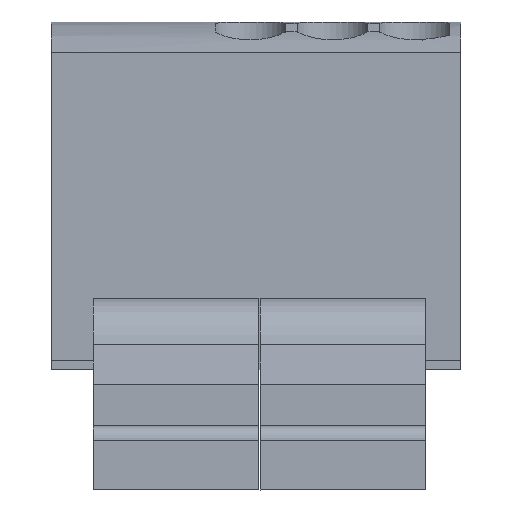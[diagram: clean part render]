
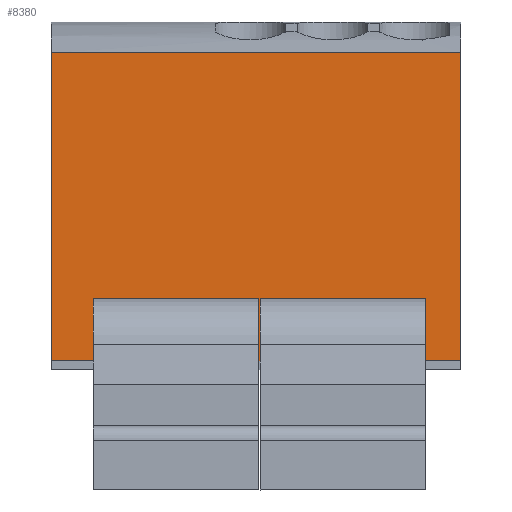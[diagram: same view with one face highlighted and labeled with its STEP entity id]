
A CAD part, front view. The second image highlights one B-rep face of the part: STEP entity #8380.
In plain terms, the highlighted face is planar.
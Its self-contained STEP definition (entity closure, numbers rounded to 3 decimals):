
#7160=CARTESIAN_POINT('',(-12.804,21.675,
-27.395));
#7170=DIRECTION('',(-1.,0.,0.));
#7180=DIRECTION('',(0.,0.,-1.));
#7190=AXIS2_PLACEMENT_3D('',#7160,#7170,#7180);
#7200=PLANE('',#7190);
#7210=CARTESIAN_POINT('',(-12.804,-6.6,
-71.295));
#7220=DIRECTION('',(0.,-1.,0.));
#7230=VECTOR('',#7220,1.);
#7240=LINE('',#7210,#7230);
#7250=CARTESIAN_POINT('',(-12.804,37.3,
-71.295));
#7260=VERTEX_POINT('',#7250);
#7270=CARTESIAN_POINT('',(-12.804,18.074,
-71.295));
#7280=VERTEX_POINT('',#7270);
#7290=EDGE_CURVE('',#7260,#7280,#7240,.T.);
#7300=ORIENTED_EDGE('',*,*,#7290,.T.);
#7310=CARTESIAN_POINT('',(-12.804,37.3,
1.));
#7320=DIRECTION('',(0.,0.,-1.));
#7330=VECTOR('',#7320,1.);
#7340=LINE('',#7310,#7330);
#7350=CARTESIAN_POINT('',(-12.804,37.3,
-69.07));
#7360=VERTEX_POINT('',#7350);
#7370=EDGE_CURVE('',#7360,#7260,#7340,.T.);
#7380=ORIENTED_EDGE('',*,*,#7370,.T.);
#7390=CARTESIAN_POINT('',(-12.804,-6.6,
-69.07));
#7400=DIRECTION('',(0.,-1.,0.));
#7410=VECTOR('',#7400,1.);
#7420=LINE('',#7390,#7410);
#7430=CARTESIAN_POINT('',(-12.804,33.4,
-69.07));
#7440=VERTEX_POINT('',#7430);
#7450=EDGE_CURVE('',#7360,#7440,#7420,.T.);
#7460=ORIENTED_EDGE('',*,*,#7450,.F.);
#7470=CARTESIAN_POINT('',(-12.804,33.4,
1.));
#7480=DIRECTION('',(0.,0.,-1.));
#7490=VECTOR('',#7480,1.);
#7500=LINE('',#7470,#7490);
#7510=CARTESIAN_POINT('',(-12.804,33.4,
-58.77));
#7520=VERTEX_POINT('',#7510);
#7530=EDGE_CURVE('',#7520,#7440,#7500,.T.);
#7540=ORIENTED_EDGE('',*,*,#7530,.T.);
#7550=CARTESIAN_POINT('',(-12.804,-6.6,
-58.77));
#7560=DIRECTION('',(0.,-1.,0.));
#7570=VECTOR('',#7560,1.);
#7580=LINE('',#7550,#7570);
#7590=CARTESIAN_POINT('',(-12.804,37.3,
-58.77));
#7600=VERTEX_POINT('',#7590);
#7610=EDGE_CURVE('',#7600,#7520,#7580,.T.);
#7620=ORIENTED_EDGE('',*,*,#7610,.T.);
#7630=CARTESIAN_POINT('',(-12.804,37.3,
1.));
#7640=DIRECTION('',(0.,0.,-1.));
#7650=VECTOR('',#7640,1.);
#7660=LINE('',#7630,#7650);
#7670=CARTESIAN_POINT('',(-12.804,37.3,
-58.67));
#7680=VERTEX_POINT('',#7670);
#7690=EDGE_CURVE('',#7680,#7600,#7660,.T.);
#7700=ORIENTED_EDGE('',*,*,#7690,.T.);
#7710=CARTESIAN_POINT('',(-12.804,-6.6,
-58.67));
#7720=DIRECTION('',(0.,-1.,0.));
#7730=VECTOR('',#7720,1.);
#7740=LINE('',#7710,#7730);
#7750=CARTESIAN_POINT('',(-12.804,33.4,
-58.67));
#7760=VERTEX_POINT('',#7750);
#7770=EDGE_CURVE('',#7680,#7760,#7740,.T.);
#7780=ORIENTED_EDGE('',*,*,#7770,.F.);
#7790=CARTESIAN_POINT('',(-12.804,33.4,
1.));
#7800=DIRECTION('',(0.,0.,-1.));
#7810=VECTOR('',#7800,1.);
#7820=LINE('',#7790,#7810);
#7830=CARTESIAN_POINT('',(-12.804,33.4,
-48.37));
#7840=VERTEX_POINT('',#7830);
#7850=EDGE_CURVE('',#7840,#7760,#7820,.T.);
#7860=ORIENTED_EDGE('',*,*,#7850,.T.);
#7870=CARTESIAN_POINT('',(-12.804,-6.6,
-48.37));
#7880=DIRECTION('',(0.,-1.,0.));
#7890=VECTOR('',#7880,1.);
#7900=LINE('',#7870,#7890);
#7910=CARTESIAN_POINT('',(-12.804,37.3,
-48.37));
#7920=VERTEX_POINT('',#7910);
#7930=EDGE_CURVE('',#7920,#7840,#7900,.T.);
#7940=ORIENTED_EDGE('',*,*,#7930,.T.);
#7950=CARTESIAN_POINT('',(-12.804,37.3,
1.));
#7960=DIRECTION('',(0.,0.,-1.));
#7970=VECTOR('',#7960,1.);
#7980=LINE('',#7950,#7970);
#7990=CARTESIAN_POINT('',(-12.804,37.3,
-45.745));
#8000=VERTEX_POINT('',#7990);
#8010=EDGE_CURVE('',#8000,#7920,#7980,.T.);
#8020=ORIENTED_EDGE('',*,*,#8010,.T.);
#8030=CARTESIAN_POINT('',(-12.804,-6.6,
-45.745));
#8040=DIRECTION('',(0.,1.,0.));
#8050=VECTOR('',#8040,1.);
#8060=LINE('',#8030,#8050);
#8070=CARTESIAN_POINT('',(-12.804,18.074,
-45.745));
#8080=VERTEX_POINT('',#8070);
#8090=EDGE_CURVE('',#8080,#8000,#8060,.T.);
#8100=ORIENTED_EDGE('',*,*,#8090,.T.);
#8110=CARTESIAN_POINT('',(-5.454,31.15,
-55.295));
#8120=DIRECTION('',(0.,0.,1.));
#8130=DIRECTION('',(-0.993,-0.122,
0.));
#8140=AXIS2_PLACEMENT_3D('',#8110,#8120,#8130);
#8150=CYLINDRICAL_SURFACE('',#8140,15.);
#8160=CARTESIAN_POINT('',(-12.804,18.074,
-71.295));
#8170=CARTESIAN_POINT('',(-12.804,18.074,
-70.23));
#8180=CARTESIAN_POINT('',(-12.804,18.074,
-69.166));
#8190=CARTESIAN_POINT('',(-12.804,18.074,
-68.101));
#8200=CARTESIAN_POINT('',(-12.804,18.074,
-67.037));
#8210=CARTESIAN_POINT('',(-12.804,18.074,
-65.972));
#8220=CARTESIAN_POINT('',(-12.804,18.074,
-64.907));
#8230=CARTESIAN_POINT('',(-12.804,18.074,
-62.778));
#8240=CARTESIAN_POINT('',(-12.804,18.074,
-60.649));
#8250=CARTESIAN_POINT('',(-12.804,18.074,
-58.52));
#8260=CARTESIAN_POINT('',(-12.804,18.074,
-56.391));
#8270=CARTESIAN_POINT('',(-12.804,18.074,
-54.262));
#8280=CARTESIAN_POINT('',(-12.804,18.074,
-52.132));
#8290=CARTESIAN_POINT('',(-12.804,18.074,
-50.003));
#8300=CARTESIAN_POINT('',(-12.804,18.074,
-47.874));
#8310=CARTESIAN_POINT('',(-12.804,18.074,
-45.745));
#8320=B_SPLINE_CURVE_WITH_KNOTS('',3,(#8160,#8170,#8180,#8190,#8200,
#8210,#8220,#8230,#8240,#8250,#8260,#8270,#8280,#8290,#8300,#8310),
.UNSPECIFIED.,.F.,.F.,(4,3,3,3,3,4),(0.,3.194,
6.387,12.775,19.162,25.55),
.UNSPECIFIED.);
#8330=SURFACE_CURVE('',#8320,(#7200,#8150),.CURVE_3D.);
#8340=EDGE_CURVE('',#7280,#8080,#8330,.T.);
#8350=ORIENTED_EDGE('',*,*,#8340,.T.);
#8360=EDGE_LOOP('',(#8350,#8100,#8020,#7940,#7860,#7780,#7700,#7620,
#7540,#7460,#7380,#7300));
#8370=FACE_OUTER_BOUND('',#8360,.T.);
#8380=ADVANCED_FACE('',(#8370),#7200,.T.);
